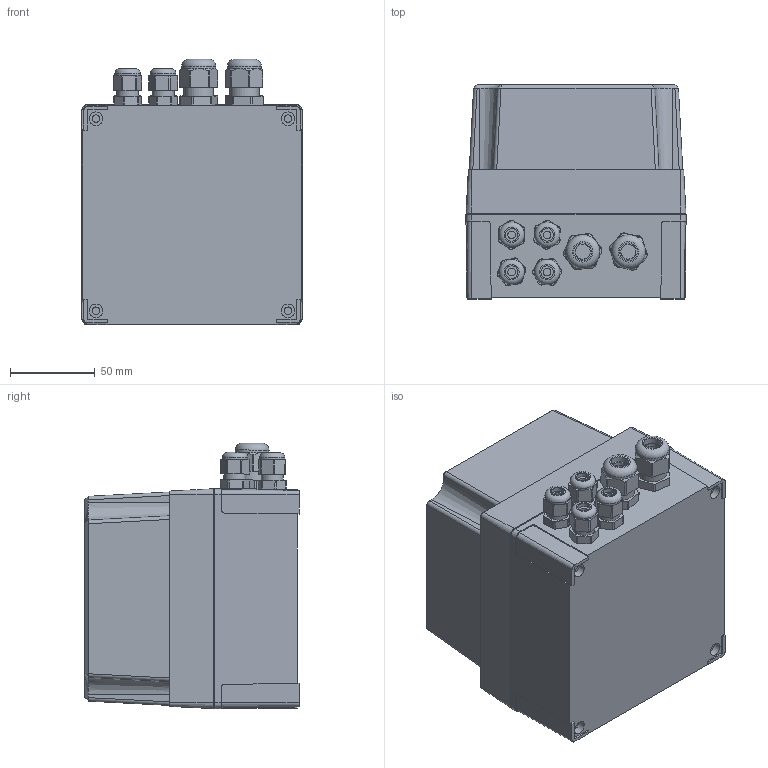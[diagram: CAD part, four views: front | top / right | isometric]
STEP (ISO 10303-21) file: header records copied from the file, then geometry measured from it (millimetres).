
FILE_DESCRIPTION(/* description */ (''),/* implementation_level */ '2;1');
FILE_NAME(/* name */ 'AV000109.stp',/* time_stamp */ '2016-09-29T10:06:56+02:00',/* author */ ('mitarbeiter'),/* organization */ (''),/* preprocessor_version */ 'ST-DEVELOPER v15.2',/* originating_system */ 'Autodesk Inventor 2014',/* authorisation */ '');
FILE_SCHEMA (('AUTOMOTIVE_DESIGN { 1 0 10303 214 3 1 1 }'));
Length unit declared in the file: millimetre
Products named in the file (6): AV000109; AV000109_1; AV000109_2; AV000109_3; AV000109_4
Bounding box: 130.1 x 126.6 x 156.96 mm (x, y, z)
Volume: 305004 mm3; surface area: 216904.2 mm2
Topology: 12 solids, 12 shells, 810 faces, 2103 edges, 1393 vertices
Faces by surface type: plane 476, cylinder 228, cone 68, bspline 20, torus 18
Full cylindrical faces by diameter (mm): 2.5 x8, 3.2 x8, 4 x8, 4.5 x8, 7 x4, 7.4 x4, 8 x24, 8.807 x2, 9 x2, 9.259 x2, 9.9 x16, 10.5 x10, 11 x4, 11.6 x4, 13 x4, 13.8 x8, 14.5 x2, 15 x4, 17.5 x2, 20 x2
Entity records: 18441 total; most frequent: CARTESIAN_POINT 7414, DIRECTION 2257, ORIENTED_EDGE 2160, EDGE_CURVE 1080, AXIS2_PLACEMENT_3D 838, VERTEX_POINT 769, EDGE_LOOP 629, LINE 581
